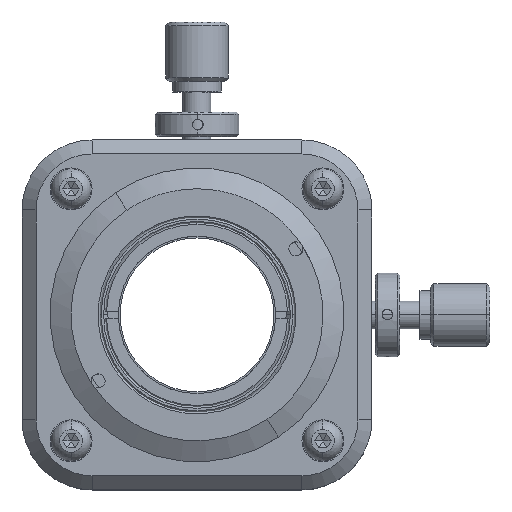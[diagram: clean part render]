
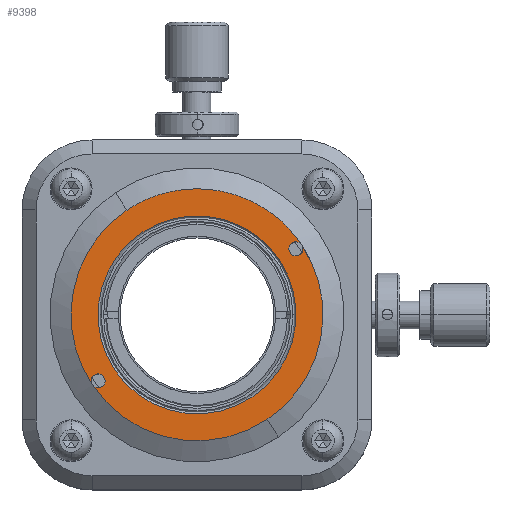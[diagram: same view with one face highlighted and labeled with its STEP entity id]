
A CAD part, top view. The second image highlights one B-rep face of the part: STEP entity #9398.
In plain terms, the highlighted planar face has unit normal (0, 0, 1).
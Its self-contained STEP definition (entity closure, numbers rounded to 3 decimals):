
#6 = VERTEX_POINT ( 'NONE', #8073 ) ;
#131 = ORIENTED_EDGE ( 'NONE', *, *, #4909, .F. ) ;
#174 = CARTESIAN_POINT ( 'NONE',  ( 10.691, 13.028, 62. ) ) ;
#362 = EDGE_CURVE ( 'NONE', #1482, #910, #4340, .T. ) ;
#408 = ORIENTED_EDGE ( 'NONE', *, *, #7334, .F. ) ;
#498 = AXIS2_PLACEMENT_3D ( 'NONE', #7637, #6790, #5123 ) ;
#543 = ORIENTED_EDGE ( 'NONE', *, *, #999, .T. ) ;
#584 = DIRECTION ( 'NONE',  ( 0.555, -0.832, 0. ) ) ;
#829 = DIRECTION ( 'NONE',  ( 0.555, -0.832, 0. ) ) ;
#863 = ORIENTED_EDGE ( 'NONE', *, *, #9765, .F. ) ;
#910 = VERTEX_POINT ( 'NONE', #5085 ) ;
#999 = EDGE_CURVE ( 'NONE', #6262, #8102, #2499, .T. ) ;
#1051 = ORIENTED_EDGE ( 'NONE', *, *, #3516, .T. ) ;
#1132 = CIRCLE ( 'NONE', #2292, 1. ) ;
#1278 = ORIENTED_EDGE ( 'NONE', *, *, #5302, .T. ) ;
#1388 = VERTEX_POINT ( 'NONE', #6497 ) ;
#1482 = VERTEX_POINT ( 'NONE', #10098 ) ;
#1487 = VERTEX_POINT ( 'NONE', #9196 ) ;
#1536 = EDGE_LOOP ( 'NONE', ( #1903, #2692 ) ) ;
#1548 = DIRECTION ( 'NONE',  ( 0.555, -0.832, 0. ) ) ;
#1903 = ORIENTED_EDGE ( 'NONE', *, *, #2596, .T. ) ;
#1989 = AXIS2_PLACEMENT_3D ( 'NONE', #3070, #3144, #2311 ) ;
#2089 = VERTEX_POINT ( 'NONE', #174 ) ;
#2136 = CARTESIAN_POINT ( 'NONE',  ( 11.802, 11.365, 62. ) ) ;
#2191 = DIRECTION ( 'NONE',  ( 0.555, -0.832, 0. ) ) ;
#2292 = AXIS2_PLACEMENT_3D ( 'NONE', #10562, #3370, #7271 ) ;
#2311 = DIRECTION ( 'NONE',  ( 0.555, -0.832, 0. ) ) ;
#2371 = DIRECTION ( 'NONE',  ( 0., 0., -1. ) ) ;
#2499 = CIRCLE ( 'NONE', #498, 18. ) ;
#2544 = CIRCLE ( 'NONE', #4379, 14.15 ) ;
#2567 = VERTEX_POINT ( 'NONE', #2136 ) ;
#2571 = AXIS2_PLACEMENT_3D ( 'NONE', #3242, #2371, #8195 ) ;
#2596 = EDGE_CURVE ( 'NONE', #1388, #6, #4742, .T. ) ;
#2692 = ORIENTED_EDGE ( 'NONE', *, *, #8762, .T. ) ;
#2807 = CARTESIAN_POINT ( 'NONE',  ( -2.89, 2.754, 62. ) ) ;
#3064 = CARTESIAN_POINT ( 'NONE',  ( -2.89, 2.754, 62. ) ) ;
#3070 = CARTESIAN_POINT ( 'NONE',  ( -2.89, 2.754, 62. ) ) ;
#3144 = DIRECTION ( 'NONE',  ( 0., 0., 1. ) ) ;
#3242 = CARTESIAN_POINT ( 'NONE',  ( -2.89, 2.754, 62. ) ) ;
#3370 = DIRECTION ( 'NONE',  ( 0., 0., 1. ) ) ;
#3383 = CARTESIAN_POINT ( 'NONE',  ( -17.026, -6.69, 62. ) ) ;
#3516 = EDGE_CURVE ( 'NONE', #6499, #1487, #5872, .T. ) ;
#3841 = DIRECTION ( 'NONE',  ( 0., 0., 1. ) ) ;
#4106 = AXIS2_PLACEMENT_3D ( 'NONE', #4368, #4401, #5105 ) ;
#4127 = DIRECTION ( 'NONE',  ( 0., 0., 1. ) ) ;
#4205 = AXIS2_PLACEMENT_3D ( 'NONE', #6605, #5695, #1548 ) ;
#4221 = CARTESIAN_POINT ( 'NONE',  ( 7.109, -12.214, 62. ) ) ;
#4270 = AXIS2_PLACEMENT_3D ( 'NONE', #2807, #6979, #6179 ) ;
#4340 = CIRCLE ( 'NONE', #7441, 1. ) ;
#4368 = CARTESIAN_POINT ( 'NONE',  ( -2.89, 2.754, 62. ) ) ;
#4379 = AXIS2_PLACEMENT_3D ( 'NONE', #6234, #10536, #8024 ) ;
#4401 = DIRECTION ( 'NONE',  ( 0., 0., 1. ) ) ;
#4742 = CIRCLE ( 'NONE', #2571, 14.15 ) ;
#4909 = EDGE_CURVE ( 'NONE', #6499, #2089, #9929, .T. ) ;
#5062 = DIRECTION ( 'NONE',  ( 0., 0., 1. ) ) ;
#5085 = CARTESIAN_POINT ( 'NONE',  ( -17.581, -5.858, 62. ) ) ;
#5105 = DIRECTION ( 'NONE',  ( 0.555, -0.832, 0. ) ) ;
#5123 = DIRECTION ( 'NONE',  ( 0.555, -0.832, 0. ) ) ;
#5266 = CIRCLE ( 'NONE', #8289, 1. ) ;
#5302 = EDGE_CURVE ( 'NONE', #8102, #6499, #9250, .T. ) ;
#5531 = CARTESIAN_POINT ( 'NONE',  ( 11.246, 12.197, 62. ) ) ;
#5651 = DIRECTION ( 'NONE',  ( 0.555, -0.832, 0. ) ) ;
#5664 = CARTESIAN_POINT ( 'NONE',  ( 12.078, 12.752, 62. ) ) ;
#5695 = DIRECTION ( 'NONE',  ( 0., 0., 1. ) ) ;
#5872 = CIRCLE ( 'NONE', #4270, 18. ) ;
#6155 = CIRCLE ( 'NONE', #7265, 1. ) ;
#6179 = DIRECTION ( 'NONE',  ( 0.555, -0.832, 0. ) ) ;
#6234 = CARTESIAN_POINT ( 'NONE',  ( -2.89, 2.754, 62. ) ) ;
#6255 = ORIENTED_EDGE ( 'NONE', *, *, #362, .F. ) ;
#6262 = VERTEX_POINT ( 'NONE', #8633 ) ;
#6316 = PLANE ( 'NONE',  #8825 ) ;
#6497 = CARTESIAN_POINT ( 'NONE',  ( 4.97, -9.013, 62. ) ) ;
#6499 = VERTEX_POINT ( 'NONE', #5664 ) ;
#6556 = ORIENTED_EDGE ( 'NONE', *, *, #10615, .F. ) ;
#6605 = CARTESIAN_POINT ( 'NONE',  ( 11.246, 12.197, 62. ) ) ;
#6680 = CIRCLE ( 'NONE', #7190, 1. ) ;
#6790 = DIRECTION ( 'NONE',  ( 0., 0., 1. ) ) ;
#6848 = CIRCLE ( 'NONE', #4106, 18. ) ;
#6922 = ORIENTED_EDGE ( 'NONE', *, *, #7599, .T. ) ;
#6979 = DIRECTION ( 'NONE',  ( 0., 0., 1. ) ) ;
#7190 = AXIS2_PLACEMENT_3D ( 'NONE', #5531, #8753, #584 ) ;
#7265 = AXIS2_PLACEMENT_3D ( 'NONE', #9581, #3841, #2191 ) ;
#7271 = DIRECTION ( 'NONE',  ( 0.555, -0.832, 0. ) ) ;
#7334 = EDGE_CURVE ( 'NONE', #910, #6262, #1132, .T. ) ;
#7441 = AXIS2_PLACEMENT_3D ( 'NONE', #3383, #5062, #829 ) ;
#7599 = EDGE_CURVE ( 'NONE', #1487, #6262, #6848, .T. ) ;
#7637 = CARTESIAN_POINT ( 'NONE',  ( -2.89, 2.754, 62. ) ) ;
#8024 = DIRECTION ( 'NONE',  ( 0.555, -0.832, 0. ) ) ;
#8073 = CARTESIAN_POINT ( 'NONE',  ( -10.75, 14.52, 62. ) ) ;
#8102 = VERTEX_POINT ( 'NONE', #4221 ) ;
#8195 = DIRECTION ( 'NONE',  ( 0.555, -0.832, 0. ) ) ;
#8289 = AXIS2_PLACEMENT_3D ( 'NONE', #9079, #4127, #9920 ) ;
#8626 = FACE_OUTER_BOUND ( 'NONE', #10372, .T. ) ;
#8633 = CARTESIAN_POINT ( 'NONE',  ( -17.857, -7.245, 62. ) ) ;
#8665 = ORIENTED_EDGE ( 'NONE', *, *, #9580, .F. ) ;
#8753 = DIRECTION ( 'NONE',  ( 0., 0., 1. ) ) ;
#8762 = EDGE_CURVE ( 'NONE', #6, #1388, #2544, .T. ) ;
#8825 = AXIS2_PLACEMENT_3D ( 'NONE', #3064, #8864, #5651 ) ;
#8864 = DIRECTION ( 'NONE',  ( 0., 0., 1. ) ) ;
#9079 = CARTESIAN_POINT ( 'NONE',  ( 11.246, 12.197, 62. ) ) ;
#9196 = CARTESIAN_POINT ( 'NONE',  ( -12.888, 17.721, 62. ) ) ;
#9250 = CIRCLE ( 'NONE', #1989, 18. ) ;
#9398 = ADVANCED_FACE ( 'NONE', ( #10050, #8626 ), #6316, .T. ) ;
#9580 = EDGE_CURVE ( 'NONE', #2567, #6499, #5266, .T. ) ;
#9581 = CARTESIAN_POINT ( 'NONE',  ( -17.026, -6.69, 62. ) ) ;
#9765 = EDGE_CURVE ( 'NONE', #2089, #2567, #6680, .T. ) ;
#9920 = DIRECTION ( 'NONE',  ( 0.555, -0.832, 0. ) ) ;
#9929 = CIRCLE ( 'NONE', #4205, 1. ) ;
#10050 = FACE_BOUND ( 'NONE', #1536, .T. ) ;
#10098 = CARTESIAN_POINT ( 'NONE',  ( -16.47, -7.521, 62. ) ) ;
#10372 = EDGE_LOOP ( 'NONE', ( #543, #1278, #8665, #863, #131, #1051, #6922, #408, #6255, #6556 ) ) ;
#10536 = DIRECTION ( 'NONE',  ( 0., 0., -1. ) ) ;
#10562 = CARTESIAN_POINT ( 'NONE',  ( -17.026, -6.69, 62. ) ) ;
#10615 = EDGE_CURVE ( 'NONE', #6262, #1482, #6155, .T. ) ;
